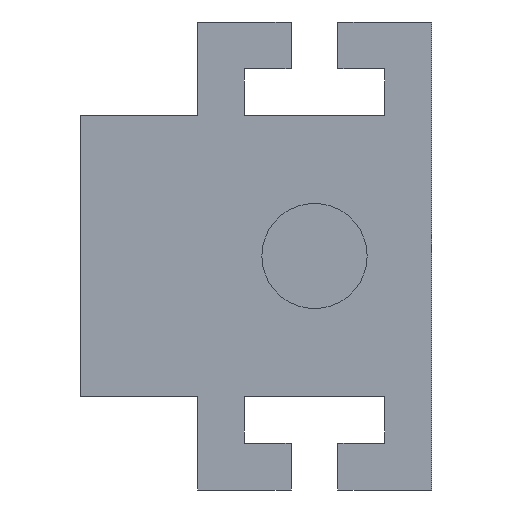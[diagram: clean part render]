
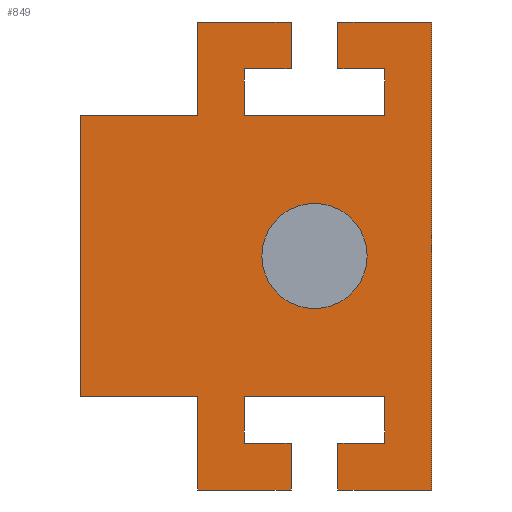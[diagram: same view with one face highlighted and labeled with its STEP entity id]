
A CAD part, front view. The second image highlights one B-rep face of the part: STEP entity #849.
In plain terms, the highlighted planar face has unit normal (0, -1, 0).
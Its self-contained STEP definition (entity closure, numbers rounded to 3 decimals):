
#20=FACE_BOUND('',#125,.T.);
#28=CIRCLE('',#902,2.248);
#78=FACE_OUTER_BOUND('',#124,.T.);
#124=EDGE_LOOP('',(#718,#719,#720,#721,#722,#723,#724,#725,#726,#727,#728,
#729,#730,#731,#732,#733,#734,#735,#736,#737,#738,#739,#740,#741));
#125=EDGE_LOOP('',(#742));
#132=LINE('',#1141,#239);
#136=LINE('',#1150,#243);
#140=LINE('',#1158,#247);
#143=LINE('',#1163,#250);
#147=LINE('',#1172,#254);
#151=LINE('',#1180,#258);
#154=LINE('',#1187,#261);
#158=LINE('',#1195,#265);
#161=LINE('',#1200,#268);
#164=LINE('',#1207,#271);
#168=LINE('',#1215,#275);
#171=LINE('',#1221,#278);
#174=LINE('',#1227,#281);
#177=LINE('',#1233,#284);
#181=LINE('',#1242,#288);
#185=LINE('',#1250,#292);
#188=LINE('',#1256,#295);
#191=LINE('',#1262,#298);
#213=LINE('',#1317,#320);
#234=LINE('',#1366,#341);
#235=LINE('',#1368,#342);
#236=LINE('',#1369,#343);
#237=LINE('',#1370,#344);
#238=LINE('',#1371,#345);
#239=VECTOR('',#930,10.);
#243=VECTOR('',#936,10.);
#247=VECTOR('',#942,10.);
#250=VECTOR('',#947,10.);
#254=VECTOR('',#955,10.);
#258=VECTOR('',#961,10.);
#261=VECTOR('',#966,10.);
#265=VECTOR('',#972,10.);
#268=VECTOR('',#977,10.);
#271=VECTOR('',#984,10.);
#275=VECTOR('',#990,10.);
#278=VECTOR('',#995,10.);
#281=VECTOR('',#1000,10.);
#284=VECTOR('',#1005,10.);
#288=VECTOR('',#1013,10.);
#292=VECTOR('',#1019,10.);
#295=VECTOR('',#1024,10.);
#298=VECTOR('',#1029,10.);
#320=VECTOR('',#1079,10.);
#341=VECTOR('',#1126,10.);
#342=VECTOR('',#1129,10.);
#343=VECTOR('',#1130,10.);
#344=VECTOR('',#1131,10.);
#345=VECTOR('',#1132,10.);
#346=VERTEX_POINT('',#1139);
#347=VERTEX_POINT('',#1140);
#350=VERTEX_POINT('',#1148);
#351=VERTEX_POINT('',#1149);
#354=VERTEX_POINT('',#1157);
#357=VERTEX_POINT('',#1170);
#358=VERTEX_POINT('',#1171);
#361=VERTEX_POINT('',#1179);
#363=VERTEX_POINT('',#1185);
#364=VERTEX_POINT('',#1186);
#367=VERTEX_POINT('',#1194);
#369=VERTEX_POINT('',#1205);
#370=VERTEX_POINT('',#1206);
#373=VERTEX_POINT('',#1214);
#375=VERTEX_POINT('',#1220);
#377=VERTEX_POINT('',#1226);
#379=VERTEX_POINT('',#1232);
#381=VERTEX_POINT('',#1240);
#382=VERTEX_POINT('',#1241);
#385=VERTEX_POINT('',#1249);
#387=VERTEX_POINT('',#1255);
#389=VERTEX_POINT('',#1261);
#395=VERTEX_POINT('',#1279);
#422=VERTEX_POINT('',#1362);
#423=VERTEX_POINT('',#1364);
#424=EDGE_CURVE('',#346,#347,#132,.T.);
#428=EDGE_CURVE('',#350,#351,#136,.T.);
#432=EDGE_CURVE('',#351,#354,#140,.T.);
#435=EDGE_CURVE('',#354,#346,#143,.T.);
#439=EDGE_CURVE('',#357,#358,#147,.T.);
#443=EDGE_CURVE('',#358,#361,#151,.T.);
#446=EDGE_CURVE('',#363,#364,#154,.T.);
#450=EDGE_CURVE('',#364,#367,#158,.T.);
#453=EDGE_CURVE('',#367,#357,#161,.T.);
#456=EDGE_CURVE('',#369,#370,#164,.T.);
#460=EDGE_CURVE('',#370,#373,#168,.T.);
#463=EDGE_CURVE('',#373,#375,#171,.T.);
#466=EDGE_CURVE('',#375,#377,#174,.T.);
#469=EDGE_CURVE('',#377,#379,#177,.T.);
#473=EDGE_CURVE('',#381,#382,#181,.T.);
#477=EDGE_CURVE('',#382,#385,#185,.T.);
#480=EDGE_CURVE('',#385,#387,#188,.T.);
#483=EDGE_CURVE('',#389,#381,#191,.T.);
#493=EDGE_CURVE('',#395,#395,#28,.T.);
#511=EDGE_CURVE('',#389,#347,#213,.T.);
#536=EDGE_CURVE('',#422,#423,#234,.T.);
#537=EDGE_CURVE('',#422,#361,#235,.T.);
#538=EDGE_CURVE('',#369,#423,#236,.T.);
#539=EDGE_CURVE('',#350,#379,#237,.T.);
#540=EDGE_CURVE('',#363,#387,#238,.T.);
#718=ORIENTED_EDGE('',*,*,#537,.F.);
#719=ORIENTED_EDGE('',*,*,#536,.T.);
#720=ORIENTED_EDGE('',*,*,#538,.F.);
#721=ORIENTED_EDGE('',*,*,#456,.T.);
#722=ORIENTED_EDGE('',*,*,#460,.T.);
#723=ORIENTED_EDGE('',*,*,#463,.T.);
#724=ORIENTED_EDGE('',*,*,#466,.T.);
#725=ORIENTED_EDGE('',*,*,#469,.T.);
#726=ORIENTED_EDGE('',*,*,#539,.F.);
#727=ORIENTED_EDGE('',*,*,#428,.T.);
#728=ORIENTED_EDGE('',*,*,#432,.T.);
#729=ORIENTED_EDGE('',*,*,#435,.T.);
#730=ORIENTED_EDGE('',*,*,#424,.T.);
#731=ORIENTED_EDGE('',*,*,#511,.F.);
#732=ORIENTED_EDGE('',*,*,#483,.T.);
#733=ORIENTED_EDGE('',*,*,#473,.T.);
#734=ORIENTED_EDGE('',*,*,#477,.T.);
#735=ORIENTED_EDGE('',*,*,#480,.T.);
#736=ORIENTED_EDGE('',*,*,#540,.F.);
#737=ORIENTED_EDGE('',*,*,#446,.T.);
#738=ORIENTED_EDGE('',*,*,#450,.T.);
#739=ORIENTED_EDGE('',*,*,#453,.T.);
#740=ORIENTED_EDGE('',*,*,#439,.T.);
#741=ORIENTED_EDGE('',*,*,#443,.T.);
#742=ORIENTED_EDGE('',*,*,#493,.T.);
#808=PLANE('',#923);
#849=ADVANCED_FACE('',(#78,#20),#808,.T.);
#902=AXIS2_PLACEMENT_3D('',#1281,#1048,#1049);
#923=AXIS2_PLACEMENT_3D('',#1367,#1127,#1128);
#930=DIRECTION('',(1.,0.,0.));
#936=DIRECTION('',(0.,0.,-1.));
#942=DIRECTION('',(-1.,0.,0.));
#947=DIRECTION('',(0.,0.,-1.));
#955=DIRECTION('',(-1.,0.,0.));
#961=DIRECTION('',(0.,0.,-1.));
#966=DIRECTION('',(0.,0.,1.));
#972=DIRECTION('',(1.,0.,0.));
#977=DIRECTION('',(0.,0.,1.));
#984=DIRECTION('',(0.,0.,-1.));
#990=DIRECTION('',(1.,0.,0.));
#995=DIRECTION('',(0.,0.,1.));
#1000=DIRECTION('',(-1.,0.,0.));
#1005=DIRECTION('',(0.,0.,1.));
#1013=DIRECTION('',(0.,0.,-1.));
#1019=DIRECTION('',(1.,0.,0.));
#1024=DIRECTION('',(0.,0.,-1.));
#1029=DIRECTION('',(-1.,0.,0.));
#1048=DIRECTION('center_axis',(0.,1.,0.));
#1049=DIRECTION('ref_axis',(1.,0.,0.));
#1079=DIRECTION('',(0.,0.,-1.));
#1126=DIRECTION('',(0.,0.,-1.));
#1127=DIRECTION('center_axis',(0.,-1.,0.));
#1128=DIRECTION('ref_axis',(-1.,0.,0.));
#1129=DIRECTION('',(1.,0.,0.));
#1130=DIRECTION('',(-1.,0.,0.));
#1131=DIRECTION('',(-1.,0.,0.));
#1132=DIRECTION('',(1.,0.,0.));
#1139=CARTESIAN_POINT('',(11.,0.,-16.));
#1140=CARTESIAN_POINT('',(15.,0.,-16.));
#1141=CARTESIAN_POINT('',(11.,0.,-16.));
#1148=CARTESIAN_POINT('',(13.,0.,-12.));
#1149=CARTESIAN_POINT('',(13.,0.,-14.));
#1150=CARTESIAN_POINT('',(13.,0.,-12.));
#1157=CARTESIAN_POINT('',(11.,0.,-14.));
#1158=CARTESIAN_POINT('',(13.,0.,-14.));
#1163=CARTESIAN_POINT('',(11.,0.,-14.));
#1170=CARTESIAN_POINT('',(9.,0.,4.));
#1171=CARTESIAN_POINT('',(5.,0.,4.));
#1172=CARTESIAN_POINT('',(9.,0.,4.));
#1179=CARTESIAN_POINT('',(5.,0.,0.));
#1180=CARTESIAN_POINT('',(5.,0.,4.));
#1185=CARTESIAN_POINT('',(7.,0.,0.));
#1186=CARTESIAN_POINT('',(7.,0.,2.));
#1187=CARTESIAN_POINT('',(7.,0.,0.));
#1194=CARTESIAN_POINT('',(9.,0.,2.));
#1195=CARTESIAN_POINT('',(7.,0.,2.));
#1200=CARTESIAN_POINT('',(9.,0.,2.));
#1205=CARTESIAN_POINT('',(5.,0.,-12.));
#1206=CARTESIAN_POINT('',(5.,0.,-16.));
#1207=CARTESIAN_POINT('',(5.,0.,-12.));
#1214=CARTESIAN_POINT('',(9.,0.,-16.));
#1215=CARTESIAN_POINT('',(5.,0.,-16.));
#1220=CARTESIAN_POINT('',(9.,0.,-14.));
#1221=CARTESIAN_POINT('',(9.,0.,-16.));
#1226=CARTESIAN_POINT('',(7.,0.,-14.));
#1227=CARTESIAN_POINT('',(9.,0.,-14.));
#1232=CARTESIAN_POINT('',(7.,0.,-12.));
#1233=CARTESIAN_POINT('',(7.,0.,-14.));
#1240=CARTESIAN_POINT('',(11.,0.,4.));
#1241=CARTESIAN_POINT('',(11.,0.,2.));
#1242=CARTESIAN_POINT('',(11.,0.,4.));
#1249=CARTESIAN_POINT('',(13.,0.,2.));
#1250=CARTESIAN_POINT('',(11.,0.,2.));
#1255=CARTESIAN_POINT('',(13.,0.,0.));
#1256=CARTESIAN_POINT('',(13.,0.,2.));
#1261=CARTESIAN_POINT('',(15.,0.,4.));
#1262=CARTESIAN_POINT('',(15.,0.,4.));
#1279=CARTESIAN_POINT('',(7.752,0.,-6.));
#1281=CARTESIAN_POINT('Origin',(10.,0.,-6.));
#1317=CARTESIAN_POINT('',(15.,0.,0.));
#1362=CARTESIAN_POINT('',(0.,0.,0.));
#1364=CARTESIAN_POINT('',(0.,0.,-12.));
#1366=CARTESIAN_POINT('',(0.,0.,0.));
#1367=CARTESIAN_POINT('Origin',(15.,0.,0.));
#1368=CARTESIAN_POINT('',(0.,0.,0.));
#1369=CARTESIAN_POINT('',(0.,0.,-12.));
#1370=CARTESIAN_POINT('',(0.,0.,-12.));
#1371=CARTESIAN_POINT('',(0.,0.,0.));
